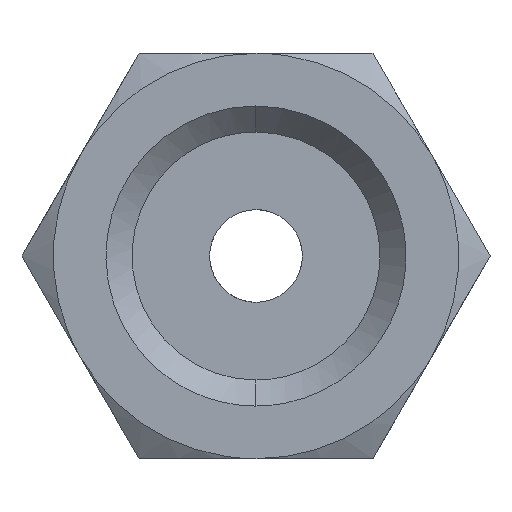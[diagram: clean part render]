
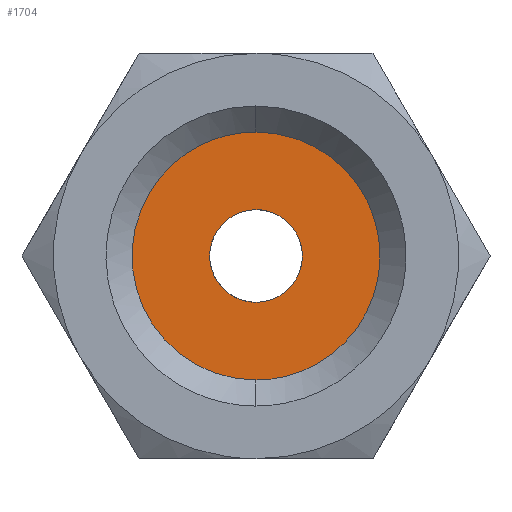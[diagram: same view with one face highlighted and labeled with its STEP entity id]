
A CAD part, front view. The second image highlights one B-rep face of the part: STEP entity #1704.
In plain terms, the highlighted free-form (B-spline) face has degree [1, 1] with [2, 2] control points.
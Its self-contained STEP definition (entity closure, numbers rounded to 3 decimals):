
#44 = CARTESIAN_POINT ( 'NONE',  ( 0., 8.5, -4.283 ) ) ;
#69 = FACE_OUTER_BOUND ( 'NONE', #806, .T. ) ;
#135 = CARTESIAN_POINT ( 'NONE',  ( 0., 8.5, -1.6 ) ) ;
#137 = VERTEX_POINT ( 'NONE', #969 ) ;
#165 = EDGE_CURVE ( 'NONE', #1141, #425, #717, .T. ) ;
#205 = CARTESIAN_POINT ( 'NONE',  ( 4.283, 8.5, 0. ) ) ;
#222 = CARTESIAN_POINT ( 'NONE',  ( 0., 8.5, 1.6 ) ) ;
#403 =( BOUNDED_CURVE ( )  B_SPLINE_CURVE ( 3, ( #135, #1461, #1969, #471, #1130, #658, #1453 ),
 .UNSPECIFIED., .F., .F. ) 
 B_SPLINE_CURVE_WITH_KNOTS ( ( 4, 3, 4 ),
 ( -3.142, -1.571, 0. ),
 .UNSPECIFIED. ) 
 CURVE ( )  GEOMETRIC_REPRESENTATION_ITEM ( )  RATIONAL_B_SPLINE_CURVE ( ( 1., 0.805, 0.805, 1., 0.805, 0.805, 1. ) ) 
 REPRESENTATION_ITEM ( '' )  );
#425 = VERTEX_POINT ( 'NONE', #1160 ) ;
#436 = ORIENTED_EDGE ( 'NONE', *, *, #1757, .F. ) ;
#471 = CARTESIAN_POINT ( 'NONE',  ( 1.6, 8.5, 0. ) ) ;
#475 = CARTESIAN_POINT ( 'NONE',  ( -3.2, 8.5, 1.6 ) ) ;
#505 = CARTESIAN_POINT ( 'NONE',  ( 0., 8.5, -1.6 ) ) ;
#591 = CARTESIAN_POINT ( 'NONE',  ( 0., 8.5, 4.283 ) ) ;
#658 = CARTESIAN_POINT ( 'NONE',  ( 0.937, 8.5, 1.6 ) ) ;
#689 = EDGE_CURVE ( 'NONE', #2108, #137, #842, .T. ) ;
#696 = CARTESIAN_POINT ( 'NONE',  ( -4.334, 8.5, 4.334 ) ) ;
#698 = CARTESIAN_POINT ( 'NONE',  ( 4.283, 8.5, -2.509 ) ) ;
#717 =( BOUNDED_CURVE ( )  B_SPLINE_CURVE ( 3, ( #1316, #475, #2177, #505 ),
 .UNSPECIFIED., .F., .T. ) 
 B_SPLINE_CURVE_WITH_KNOTS ( ( 4, 4 ),
 ( -3.142, 0. ),
 .UNSPECIFIED. ) 
 CURVE ( )  GEOMETRIC_REPRESENTATION_ITEM ( )  RATIONAL_B_SPLINE_CURVE ( ( 1., 0.333, 0.333, 1. ) ) 
 REPRESENTATION_ITEM ( '' )  );
#748 =( BOUNDED_CURVE ( )  B_SPLINE_CURVE ( 3, ( #863, #1200, #1534, #205, #698, #997, #1514 ),
 .UNSPECIFIED., .F., .F. ) 
 B_SPLINE_CURVE_WITH_KNOTS ( ( 4, 3, 4 ),
 ( -3.142, -1.571, 0. ),
 .UNSPECIFIED. ) 
 CURVE ( )  GEOMETRIC_REPRESENTATION_ITEM ( )  RATIONAL_B_SPLINE_CURVE ( ( 1., 0.805, 0.805, 1., 0.805, 0.805, 1. ) ) 
 REPRESENTATION_ITEM ( '' )  );
#806 = EDGE_LOOP ( 'NONE', ( #935, #436 ) ) ;
#842 =( BOUNDED_CURVE ( )  B_SPLINE_CURVE ( 3, ( #2031, #1015, #1907, #591 ),
 .UNSPECIFIED., .F., .F. ) 
 B_SPLINE_CURVE_WITH_KNOTS ( ( 4, 4 ),
 ( -3.142, 0. ),
 .UNSPECIFIED. ) 
 CURVE ( )  GEOMETRIC_REPRESENTATION_ITEM ( )  RATIONAL_B_SPLINE_CURVE ( ( 1., 0.333, 0.333, 1. ) ) 
 REPRESENTATION_ITEM ( '' )  );
#863 = CARTESIAN_POINT ( 'NONE',  ( 0., 8.5, 4.283 ) ) ;
#935 = ORIENTED_EDGE ( 'NONE', *, *, #689, .F. ) ;
#969 = CARTESIAN_POINT ( 'NONE',  ( 0., 8.5, 4.283 ) ) ;
#997 = CARTESIAN_POINT ( 'NONE',  ( 2.509, 8.5, -4.283 ) ) ;
#1015 = CARTESIAN_POINT ( 'NONE',  ( -8.566, 8.5, -4.283 ) ) ;
#1018 = CARTESIAN_POINT ( 'NONE',  ( -4.334, 8.5, -4.334 ) ) ;
#1130 = CARTESIAN_POINT ( 'NONE',  ( 1.6, 8.5, 0.937 ) ) ;
#1141 = VERTEX_POINT ( 'NONE', #222 ) ;
#1160 = CARTESIAN_POINT ( 'NONE',  ( 0., 8.5, -1.6 ) ) ;
#1200 = CARTESIAN_POINT ( 'NONE',  ( 2.509, 8.5, 4.283 ) ) ;
#1316 = CARTESIAN_POINT ( 'NONE',  ( 0., 8.5, 1.6 ) ) ;
#1375 = ORIENTED_EDGE ( 'NONE', *, *, #165, .F. ) ;
#1453 = CARTESIAN_POINT ( 'NONE',  ( 0., 8.5, 1.6 ) ) ;
#1461 = CARTESIAN_POINT ( 'NONE',  ( 0.937, 8.5, -1.6 ) ) ;
#1469 = EDGE_CURVE ( 'NONE', #425, #1141, #403, .T. ) ;
#1514 = CARTESIAN_POINT ( 'NONE',  ( 0., 8.5, -4.283 ) ) ;
#1534 = CARTESIAN_POINT ( 'NONE',  ( 4.283, 8.5, 2.509 ) ) ;
#1543 = CARTESIAN_POINT ( 'NONE',  ( 4.334, 8.5, -4.334 ) ) ;
#1594 = EDGE_LOOP ( 'NONE', ( #2171, #1375 ) ) ;
#1704 = ADVANCED_FACE ( 'NONE', ( #2121, #69 ), #1776, .F. ) ;
#1757 = EDGE_CURVE ( 'NONE', #137, #2108, #748, .T. ) ;
#1776 = B_SPLINE_SURFACE_WITH_KNOTS ( 'NONE', 1, 1, ( 
 ( #1018, #1543 ),
 ( #696, #1889 ) ),
 .UNSPECIFIED., .F., .F., .F.,
 ( 2, 2 ),
 ( 2, 2 ),
 ( 0., 1. ),
 ( 0., 1. ),
 .UNSPECIFIED. ) ;
#1889 = CARTESIAN_POINT ( 'NONE',  ( 4.334, 8.5, 4.334 ) ) ;
#1907 = CARTESIAN_POINT ( 'NONE',  ( -8.566, 8.5, 4.283 ) ) ;
#1969 = CARTESIAN_POINT ( 'NONE',  ( 1.6, 8.5, -0.937 ) ) ;
#2031 = CARTESIAN_POINT ( 'NONE',  ( 0., 8.5, -4.283 ) ) ;
#2108 = VERTEX_POINT ( 'NONE', #44 ) ;
#2121 = FACE_BOUND ( 'NONE', #1594, .T. ) ;
#2171 = ORIENTED_EDGE ( 'NONE', *, *, #1469, .F. ) ;
#2177 = CARTESIAN_POINT ( 'NONE',  ( -3.2, 8.5, -1.6 ) ) ;
